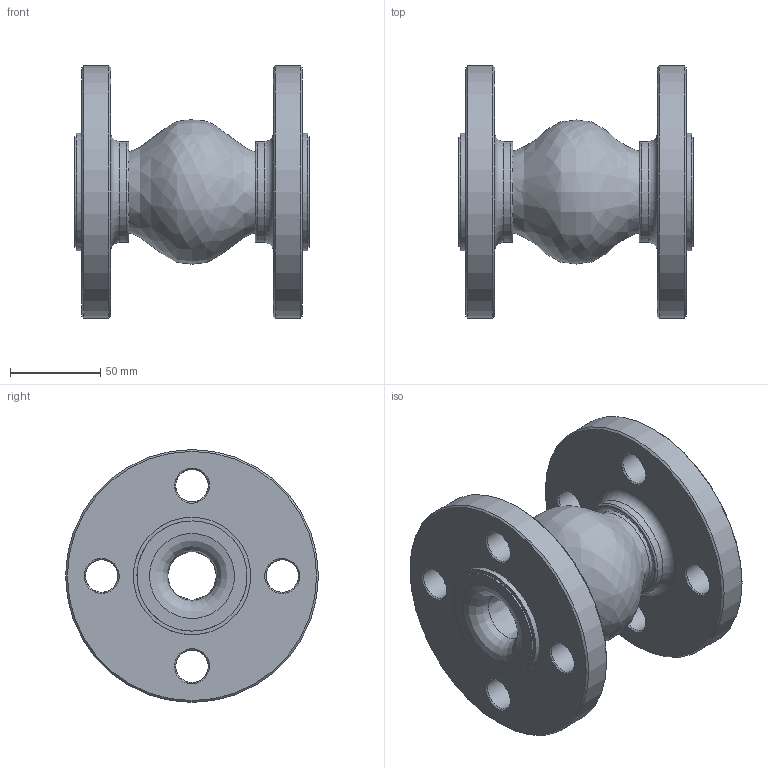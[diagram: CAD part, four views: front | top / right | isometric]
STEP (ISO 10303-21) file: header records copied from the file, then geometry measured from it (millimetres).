
FILE_DESCRIPTION(('HOOPS Exchange Step'),'2;1');
FILE_NAME('KP04_DN32_PN40.stp','2025-11-14T16:51:58+01:00',('nieru'),('Unknown organisation'),'HOOPS Exchange 2024.2','HOOPS Exchange','Unknown authorisation');
FILE_SCHEMA( ('AP203_CONFIGURATION_CONTROLLED_3D_DESIGN_OF_MECHANICAL_PARTS_AND_ASSEMBLIES_MIM_LF') );
Length unit declared in the file: millimetre
Products named in the file (2): 0; root
Assembly tree (1 placements, depth 2):
  root
    0
Bounding box: 130 x 140 x 140 mm (x, y, z)
Volume: 544832.5 mm3; surface area: 141315.6 mm2
Topology: 3 solids, 3 shells, 76 faces, 180 edges, 114 vertices
Faces by surface type: bspline 52, plane 10, cylinder 6, torus 4, cone 4
Full cylindrical faces by diameter (mm): 56 x2, 65 x2, 140 x2
Entity records: 23304 total; most frequent: CARTESIAN_POINT 21823, ORIENTED_EDGE 360, EDGE_CURVE 180, DIRECTION 172, B_SPLINE_CURVE_WITH_KNOTS 116, VERTEX_POINT 114, EDGE_LOOP 102, FACE_BOUND 102
